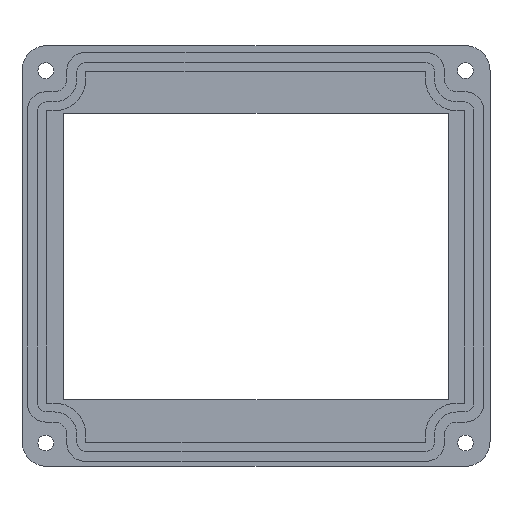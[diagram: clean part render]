
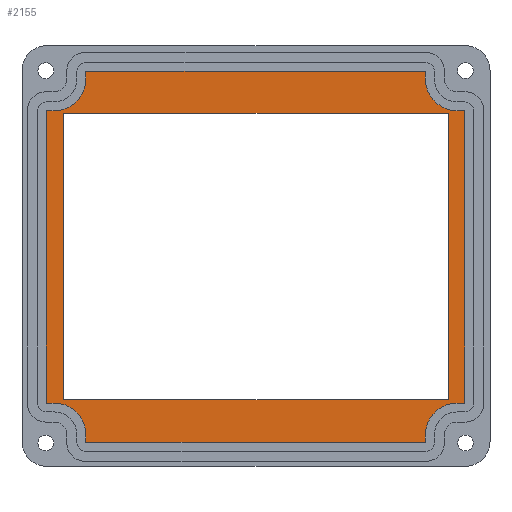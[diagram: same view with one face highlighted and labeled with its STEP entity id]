
A CAD part, front view. The second image highlights one B-rep face of the part: STEP entity #2155.
In plain terms, the highlighted planar face has unit normal (0, -1, 0).
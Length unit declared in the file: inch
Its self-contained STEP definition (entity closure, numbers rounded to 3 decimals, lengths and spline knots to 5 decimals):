
#33=FACE_BOUND('',#326,.T.);
#93=PLANE('',#2381);
#197=FACE_OUTER_BOUND('',#325,.T.);
#325=EDGE_LOOP('',(#1789,#1790,#1791,#1792,#1793,#1794,#1795,#1796,#1797,
#1798,#1799,#1800,#1801,#1802,#1803,#1804));
#326=EDGE_LOOP('',(#1805,#1806,#1807,#1808));
#486=LINE('',#3514,#686);
#488=LINE('',#3518,#688);
#490=LINE('',#3522,#690);
#491=LINE('',#3524,#691);
#498=LINE('',#3553,#698);
#502=LINE('',#3560,#702);
#506=LINE('',#3572,#706);
#509=LINE('',#3578,#709);
#512=LINE('',#3584,#712);
#516=LINE('',#3596,#716);
#519=LINE('',#3602,#719);
#522=LINE('',#3608,#722);
#526=LINE('',#3620,#726);
#529=LINE('',#3626,#729);
#532=LINE('',#3632,#732);
#535=LINE('',#3641,#735);
#686=VECTOR('',#2858,0.3937);
#688=VECTOR('',#2862,0.3937);
#690=VECTOR('',#2866,0.3937);
#691=VECTOR('',#2869,0.3937);
#698=VECTOR('',#2904,0.3937);
#702=VECTOR('',#2910,0.3937);
#706=VECTOR('',#2922,0.3937);
#709=VECTOR('',#2927,0.3937);
#712=VECTOR('',#2932,0.3937);
#716=VECTOR('',#2944,0.3937);
#719=VECTOR('',#2949,0.3937);
#722=VECTOR('',#2954,0.3937);
#726=VECTOR('',#2966,0.3937);
#729=VECTOR('',#2971,0.3937);
#732=VECTOR('',#2976,0.3937);
#735=VECTOR('',#2987,0.3937);
#840=CIRCLE('',#2361,0.32001);
#842=CIRCLE('',#2367,0.32);
#844=CIRCLE('',#2373,0.32);
#846=CIRCLE('',#2379,0.32);
#1010=VERTEX_POINT('',#3510);
#1011=VERTEX_POINT('',#3512);
#1012=VERTEX_POINT('',#3516);
#1013=VERTEX_POINT('',#3520);
#1020=VERTEX_POINT('',#3550);
#1021=VERTEX_POINT('',#3552);
#1023=VERTEX_POINT('',#3558);
#1025=VERTEX_POINT('',#3564);
#1027=VERTEX_POINT('',#3570);
#1029=VERTEX_POINT('',#3576);
#1031=VERTEX_POINT('',#3582);
#1033=VERTEX_POINT('',#3588);
#1035=VERTEX_POINT('',#3594);
#1037=VERTEX_POINT('',#3600);
#1039=VERTEX_POINT('',#3606);
#1041=VERTEX_POINT('',#3612);
#1043=VERTEX_POINT('',#3618);
#1045=VERTEX_POINT('',#3624);
#1047=VERTEX_POINT('',#3630);
#1049=VERTEX_POINT('',#3636);
#1284=EDGE_CURVE('',#1010,#1011,#486,.T.);
#1286=EDGE_CURVE('',#1011,#1012,#488,.T.);
#1288=EDGE_CURVE('',#1012,#1013,#490,.T.);
#1289=EDGE_CURVE('',#1013,#1010,#491,.T.);
#1300=EDGE_CURVE('',#1020,#1021,#498,.T.);
#1304=EDGE_CURVE('',#1023,#1020,#502,.T.);
#1307=EDGE_CURVE('',#1025,#1023,#840,.T.);
#1310=EDGE_CURVE('',#1027,#1025,#506,.T.);
#1313=EDGE_CURVE('',#1029,#1027,#509,.T.);
#1316=EDGE_CURVE('',#1031,#1029,#512,.T.);
#1319=EDGE_CURVE('',#1033,#1031,#842,.T.);
#1322=EDGE_CURVE('',#1035,#1033,#516,.T.);
#1325=EDGE_CURVE('',#1037,#1035,#519,.T.);
#1328=EDGE_CURVE('',#1039,#1037,#522,.T.);
#1331=EDGE_CURVE('',#1041,#1039,#844,.T.);
#1334=EDGE_CURVE('',#1043,#1041,#526,.T.);
#1337=EDGE_CURVE('',#1045,#1043,#529,.T.);
#1340=EDGE_CURVE('',#1047,#1045,#532,.T.);
#1343=EDGE_CURVE('',#1049,#1047,#846,.T.);
#1345=EDGE_CURVE('',#1021,#1049,#535,.T.);
#1789=ORIENTED_EDGE('',*,*,#1345,.F.);
#1790=ORIENTED_EDGE('',*,*,#1300,.F.);
#1791=ORIENTED_EDGE('',*,*,#1304,.F.);
#1792=ORIENTED_EDGE('',*,*,#1307,.F.);
#1793=ORIENTED_EDGE('',*,*,#1310,.F.);
#1794=ORIENTED_EDGE('',*,*,#1313,.F.);
#1795=ORIENTED_EDGE('',*,*,#1316,.F.);
#1796=ORIENTED_EDGE('',*,*,#1319,.F.);
#1797=ORIENTED_EDGE('',*,*,#1322,.F.);
#1798=ORIENTED_EDGE('',*,*,#1325,.F.);
#1799=ORIENTED_EDGE('',*,*,#1328,.F.);
#1800=ORIENTED_EDGE('',*,*,#1331,.F.);
#1801=ORIENTED_EDGE('',*,*,#1334,.F.);
#1802=ORIENTED_EDGE('',*,*,#1337,.F.);
#1803=ORIENTED_EDGE('',*,*,#1340,.F.);
#1804=ORIENTED_EDGE('',*,*,#1343,.F.);
#1805=ORIENTED_EDGE('',*,*,#1284,.T.);
#1806=ORIENTED_EDGE('',*,*,#1286,.T.);
#1807=ORIENTED_EDGE('',*,*,#1288,.T.);
#1808=ORIENTED_EDGE('',*,*,#1289,.T.);
#2155=ADVANCED_FACE('',(#197,#33),#93,.F.);
#2361=AXIS2_PLACEMENT_3D('',#3566,#2916,#2917);
#2367=AXIS2_PLACEMENT_3D('',#3590,#2938,#2939);
#2373=AXIS2_PLACEMENT_3D('',#3614,#2960,#2961);
#2379=AXIS2_PLACEMENT_3D('',#3638,#2982,#2983);
#2381=AXIS2_PLACEMENT_3D('',#3642,#2988,#2989);
#2858=DIRECTION('',(0.,0.,-1.));
#2862=DIRECTION('',(-1.,0.,0.));
#2866=DIRECTION('',(0.,0.,1.));
#2869=DIRECTION('',(1.,0.,0.));
#2904=DIRECTION('',(1.,0.,0.));
#2910=DIRECTION('',(0.,0.,1.));
#2916=DIRECTION('center_axis',(0.,-1.,0.));
#2917=DIRECTION('ref_axis',(1.,0.,0.));
#2922=DIRECTION('',(1.,0.,0.));
#2927=DIRECTION('',(0.,0.,1.));
#2932=DIRECTION('',(-1.,0.,0.));
#2938=DIRECTION('center_axis',(0.,-1.,0.));
#2939=DIRECTION('ref_axis',(0.,0.,1.));
#2944=DIRECTION('',(0.,0.,1.));
#2949=DIRECTION('',(-1.,0.,0.));
#2954=DIRECTION('',(0.,0.,-1.));
#2960=DIRECTION('center_axis',(0.,-1.,0.));
#2961=DIRECTION('ref_axis',(-1.,0.,0.));
#2966=DIRECTION('',(-1.,0.,0.));
#2971=DIRECTION('',(0.,0.,-1.));
#2976=DIRECTION('',(1.,0.,0.));
#2982=DIRECTION('center_axis',(0.,-1.,0.));
#2983=DIRECTION('ref_axis',(0.,0.,-1.));
#2987=DIRECTION('',(0.,0.,-1.));
#2988=DIRECTION('center_axis',(0.,1.,0.));
#2989=DIRECTION('ref_axis',(1.,0.,0.));
#3510=CARTESIAN_POINT('',(4.31874,0.13,-0.67565));
#3512=CARTESIAN_POINT('',(4.31874,0.13,-3.57565));
#3514=CARTESIAN_POINT('',(4.31874,0.13,-2.85283));
#3516=CARTESIAN_POINT('',(0.42874,0.13,-3.57565));
#3518=CARTESIAN_POINT('',(1.39942,0.13,-3.57565));
#3520=CARTESIAN_POINT('',(0.42874,0.13,-0.67565));
#3522=CARTESIAN_POINT('',(0.42874,0.13,-1.40283));
#3524=CARTESIAN_POINT('',(3.34442,0.13,-0.67565));
#3550=CARTESIAN_POINT('',(0.65,0.13,-0.25044));
#3552=CARTESIAN_POINT('',(4.09011,0.13,-0.25044));
#3553=CARTESIAN_POINT('',(4.09011,0.13,-0.25044));
#3558=CARTESIAN_POINT('',(0.65,0.13,-0.33));
#3560=CARTESIAN_POINT('',(0.65,0.13,-0.25044));
#3564=CARTESIAN_POINT('',(0.32999,0.13,-0.65002));
#3566=CARTESIAN_POINT('Origin',(0.32999,0.13,-0.33001));
#3570=CARTESIAN_POINT('',(0.25054,0.13,-0.65002));
#3572=CARTESIAN_POINT('',(0.32999,0.13,-0.65002));
#3576=CARTESIAN_POINT('',(0.25054,0.13,-3.61));
#3578=CARTESIAN_POINT('',(0.25054,0.13,-3.61));
#3582=CARTESIAN_POINT('',(0.33011,0.13,-3.61));
#3584=CARTESIAN_POINT('',(0.33011,0.13,-3.61));
#3588=CARTESIAN_POINT('',(0.65011,0.13,-3.93));
#3590=CARTESIAN_POINT('Origin',(0.33011,0.13,-3.93));
#3594=CARTESIAN_POINT('',(0.65011,0.13,-4.00956));
#3596=CARTESIAN_POINT('',(0.65011,0.13,-4.00956));
#3600=CARTESIAN_POINT('',(4.09011,0.13,-4.00956));
#3602=CARTESIAN_POINT('',(4.09011,0.13,-4.00956));
#3606=CARTESIAN_POINT('',(4.09011,0.13,-3.93));
#3608=CARTESIAN_POINT('',(4.09011,0.13,-4.00956));
#3612=CARTESIAN_POINT('',(4.41011,0.13,-3.61));
#3614=CARTESIAN_POINT('Origin',(4.41011,0.13,-3.93));
#3618=CARTESIAN_POINT('',(4.48967,0.13,-3.61));
#3620=CARTESIAN_POINT('',(4.41011,0.13,-3.61));
#3624=CARTESIAN_POINT('',(4.48967,0.13,-0.65));
#3626=CARTESIAN_POINT('',(4.48967,0.13,-0.65));
#3630=CARTESIAN_POINT('',(4.41011,0.13,-0.65));
#3632=CARTESIAN_POINT('',(4.41011,0.13,-0.65));
#3636=CARTESIAN_POINT('',(4.09011,0.13,-0.33));
#3638=CARTESIAN_POINT('Origin',(4.41011,0.13,-0.33));
#3641=CARTESIAN_POINT('',(4.09011,0.13,-0.25044));
#3642=CARTESIAN_POINT('Origin',(2.37011,0.13,-2.13));
